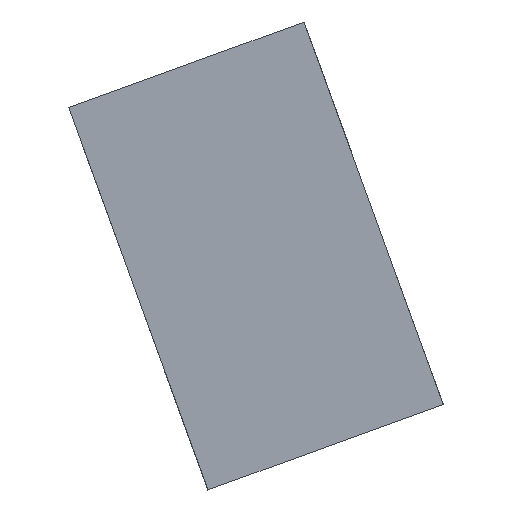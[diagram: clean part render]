
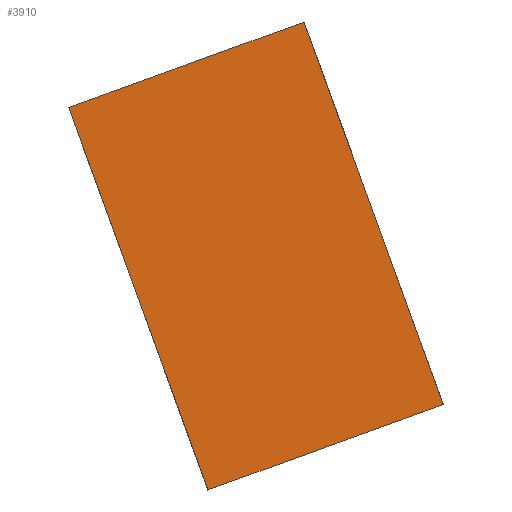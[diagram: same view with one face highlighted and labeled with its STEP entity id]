
A CAD part, front view. The second image highlights one B-rep face of the part: STEP entity #3910.
In plain terms, the highlighted face is planar.
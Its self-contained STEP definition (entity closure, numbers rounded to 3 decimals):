
#550=CARTESIAN_POINT('',(-80.,65.,0.));
#560=VERTEX_POINT('',#550);
#590=CARTESIAN_POINT('',(-80.,65.,0.));
#600=DIRECTION('',(0.,-1.,0.));
#610=VECTOR('',#600,65.);
#620=LINE('',#590,#610);
#630=CARTESIAN_POINT('',(-80.,0.,0.));
#640=VERTEX_POINT('',#630);
#650=EDGE_CURVE('',#560,#640,#620,.T.);
#2740=CARTESIAN_POINT('',(-80.,0.,40.));
#2750=VERTEX_POINT('',#2740);
#2780=CARTESIAN_POINT('',(-80.,65.,40.));
#2790=DIRECTION('',(0.,-1.,0.));
#2800=VECTOR('',#2790,65.);
#2810=LINE('',#2780,#2800);
#2820=CARTESIAN_POINT('',(-80.,65.,40.));
#2830=VERTEX_POINT('',#2820);
#2840=EDGE_CURVE('',#2830,#2750,#2810,.T.);
#3630=CARTESIAN_POINT('',(-80.,0.,0.));
#3640=DIRECTION('',(0.,0.,1.));
#3650=VECTOR('',#3640,40.);
#3660=LINE('',#3630,#3650);
#3670=EDGE_CURVE('',#640,#2750,#3660,.T.);
#3750=CARTESIAN_POINT('',(-80.,65.,0.));
#3760=DIRECTION('',(-1.,0.,0.));
#3770=DIRECTION('',(0.,-1.,0.));
#3780=AXIS2_PLACEMENT_3D('',#3750,#3760,#3770);
#3790=PLANE('',#3780);
#3800=CARTESIAN_POINT('',(-80.,65.,0.));
#3810=DIRECTION('',(0.,0.,1.));
#3820=VECTOR('',#3810,40.);
#3830=LINE('',#3800,#3820);
#3840=EDGE_CURVE('',#560,#2830,#3830,.T.);
#3850=ORIENTED_EDGE('',*,*,#3840,.F.);
#3860=ORIENTED_EDGE('',*,*,#2840,.F.);
#3870=ORIENTED_EDGE('',*,*,#3670,.T.);
#3880=ORIENTED_EDGE('',*,*,#650,.T.);
#3890=EDGE_LOOP('',(#3880,#3870,#3860,#3850));
#3900=FACE_OUTER_BOUND('',#3890,.T.);
#3910=ADVANCED_FACE('',(#3900),#3790,.T.);
